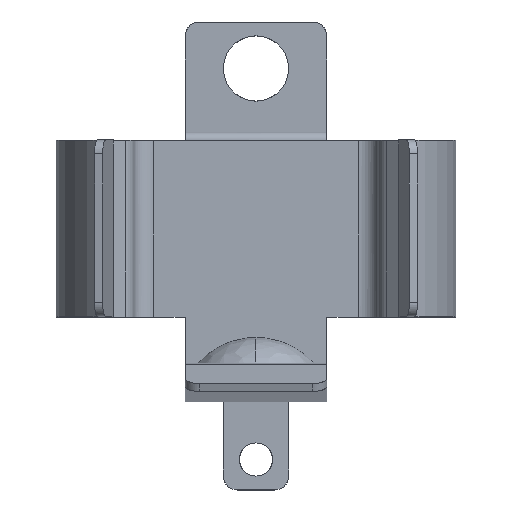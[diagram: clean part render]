
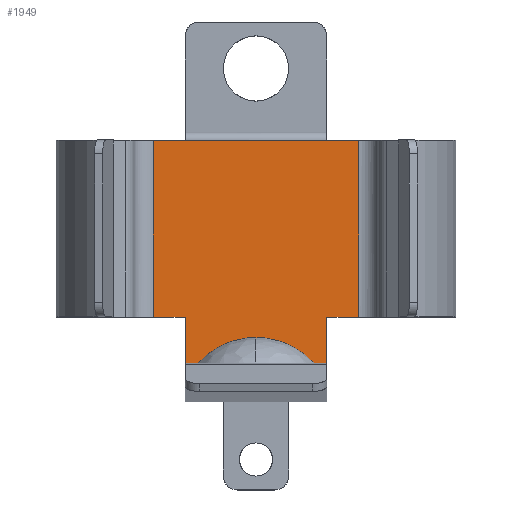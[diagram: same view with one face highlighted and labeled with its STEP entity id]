
A CAD part, top view. The second image highlights one B-rep face of the part: STEP entity #1949.
In plain terms, the highlighted free-form (B-spline) face has degree [1, 1] with [2, 2] control points.
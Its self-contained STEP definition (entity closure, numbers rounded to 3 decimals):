
#1886=(
BOUNDED_SURFACE()
B_SPLINE_SURFACE(1,1,((#1887,#1888),(#1889,#1890)),.UNSPECIFIED.,.F.,.F.,.F.)
B_SPLINE_SURFACE_WITH_KNOTS((2,2),(2,2),(0.000,1.000),(0.000,1.000),.UNSPECIFIED.)
GEOMETRIC_REPRESENTATION_ITEM()
RATIONAL_B_SPLINE_SURFACE(((1.,1.),(1.,1.)))
REPRESENTATION_ITEM('')
SURFACE()
);
#1887=CARTESIAN_POINT('',(-3.862,4.322,0.6));
#1888=CARTESIAN_POINT('',(3.862,4.322,0.6));
#1889=CARTESIAN_POINT('',(-3.862,-4.622,0.6));
#1890=CARTESIAN_POINT('',(3.862,-4.622,0.6));
#1891=CARTESIAN_POINT('',(3.685,4.145,0.6));
#1892=VERTEX_POINT('',#1891);
#1893=(
BOUNDED_CURVE()
B_SPLINE_CURVE(1,(#1894,#1895),.UNSPECIFIED.,.F.,.F.)
B_SPLINE_CURVE_WITH_KNOTS((2,2),(0.000,1.000),.UNSPECIFIED.)
CURVE()
GEOMETRIC_REPRESENTATION_ITEM()
RATIONAL_B_SPLINE_CURVE((1.,1.))
REPRESENTATION_ITEM('')
);
#1894=CARTESIAN_POINT('',(3.685,4.145,0.6));
#1895=CARTESIAN_POINT('',(3.685,-2.205,0.6));
#1896=CARTESIAN_POINT('',(3.685,-2.205,0.6));
#1897=VERTEX_POINT('',#1896);
#1898=EDGE_CURVE('',#1892,#1897,#1893,.T.);
#1899=ORIENTED_EDGE('',*,*,#1898,.T.);
#1900=(
BOUNDED_CURVE()
B_SPLINE_CURVE(1,(#1901,#1902),.UNSPECIFIED.,.F.,.F.)
B_SPLINE_CURVE_WITH_KNOTS((2,2),(0.000,1.000),.UNSPECIFIED.)
CURVE()
GEOMETRIC_REPRESENTATION_ITEM()
RATIONAL_B_SPLINE_CURVE((1.,1.))
REPRESENTATION_ITEM('')
);
#1901=CARTESIAN_POINT('',(3.685,-2.205,0.6));
#1902=CARTESIAN_POINT('',(2.54,-2.205,0.6));
#1903=CARTESIAN_POINT('',(2.54,-2.205,0.6));
#1904=VERTEX_POINT('',#1903);
#1905=EDGE_CURVE('',#1897,#1904,#1900,.T.);
#1906=ORIENTED_EDGE('',*,*,#1905,.T.);
#1907=(
BOUNDED_CURVE()
B_SPLINE_CURVE(1,(#1908,#1909),.UNSPECIFIED.,.F.,.F.)
B_SPLINE_CURVE_WITH_KNOTS((2,2),(0.000,1.000),.UNSPECIFIED.)
CURVE()
GEOMETRIC_REPRESENTATION_ITEM()
RATIONAL_B_SPLINE_CURVE((1.,1.))
REPRESENTATION_ITEM('')
);
#1908=CARTESIAN_POINT('',(2.54,-2.205,0.6));
#1909=CARTESIAN_POINT('',(2.54,-4.445,0.6));
#1910=CARTESIAN_POINT('',(2.54,-4.445,0.6));
#1911=VERTEX_POINT('',#1910);
#1912=EDGE_CURVE('',#1904,#1911,#1907,.T.);
#1913=ORIENTED_EDGE('',*,*,#1912,.T.);
#1914=(
BOUNDED_CURVE()
B_SPLINE_CURVE(1,(#1915,#1916),.UNSPECIFIED.,.F.,.F.)
B_SPLINE_CURVE_WITH_KNOTS((2,2),(0.000,1.000),.UNSPECIFIED.)
CURVE()
GEOMETRIC_REPRESENTATION_ITEM()
RATIONAL_B_SPLINE_CURVE((1.,1.))
REPRESENTATION_ITEM('')
);
#1915=CARTESIAN_POINT('',(2.54,-4.445,0.6));
#1916=CARTESIAN_POINT('',(-2.54,-4.445,0.6));
#1917=CARTESIAN_POINT('',(-2.54,-4.445,0.6));
#1918=VERTEX_POINT('',#1917);
#1919=EDGE_CURVE('',#1911,#1918,#1914,.T.);
#1920=ORIENTED_EDGE('',*,*,#1919,.T.);
#1921=(
BOUNDED_CURVE()
B_SPLINE_CURVE(1,(#1922,#1923),.UNSPECIFIED.,.F.,.F.)
B_SPLINE_CURVE_WITH_KNOTS((2,2),(0.000,1.000),.UNSPECIFIED.)
CURVE()
GEOMETRIC_REPRESENTATION_ITEM()
RATIONAL_B_SPLINE_CURVE((1.,1.))
REPRESENTATION_ITEM('')
);
#1922=CARTESIAN_POINT('',(-2.54,-4.445,0.6));
#1923=CARTESIAN_POINT('',(-2.54,-2.205,0.6));
#1924=CARTESIAN_POINT('',(-2.54,-2.205,0.6));
#1925=VERTEX_POINT('',#1924);
#1926=EDGE_CURVE('',#1918,#1925,#1921,.T.);
#1927=ORIENTED_EDGE('',*,*,#1926,.T.);
#1928=(
BOUNDED_CURVE()
B_SPLINE_CURVE(1,(#1929,#1930),.UNSPECIFIED.,.F.,.F.)
B_SPLINE_CURVE_WITH_KNOTS((2,2),(0.000,1.000),.UNSPECIFIED.)
CURVE()
GEOMETRIC_REPRESENTATION_ITEM()
RATIONAL_B_SPLINE_CURVE((1.,1.))
REPRESENTATION_ITEM('')
);
#1929=CARTESIAN_POINT('',(-2.54,-2.205,0.6));
#1930=CARTESIAN_POINT('',(-3.685,-2.205,0.6));
#1931=CARTESIAN_POINT('',(-3.685,-2.205,0.6));
#1932=VERTEX_POINT('',#1931);
#1933=EDGE_CURVE('',#1925,#1932,#1928,.T.);
#1934=ORIENTED_EDGE('',*,*,#1933,.T.);
#1935=(
BOUNDED_CURVE()
B_SPLINE_CURVE(1,(#1936,#1937),.UNSPECIFIED.,.F.,.F.)
B_SPLINE_CURVE_WITH_KNOTS((2,2),(0.000,1.000),.UNSPECIFIED.)
CURVE()
GEOMETRIC_REPRESENTATION_ITEM()
RATIONAL_B_SPLINE_CURVE((1.,1.))
REPRESENTATION_ITEM('')
);
#1936=CARTESIAN_POINT('',(-3.685,-2.205,0.6));
#1937=CARTESIAN_POINT('',(-3.685,4.145,0.6));
#1938=CARTESIAN_POINT('',(-3.685,4.145,0.6));
#1939=VERTEX_POINT('',#1938);
#1940=EDGE_CURVE('',#1932,#1939,#1935,.T.);
#1941=ORIENTED_EDGE('',*,*,#1940,.T.);
#1942=(
BOUNDED_CURVE()
B_SPLINE_CURVE(1,(#1943,#1944),.UNSPECIFIED.,.F.,.F.)
B_SPLINE_CURVE_WITH_KNOTS((2,2),(0.000,1.000),.UNSPECIFIED.)
CURVE()
GEOMETRIC_REPRESENTATION_ITEM()
RATIONAL_B_SPLINE_CURVE((1.,1.))
REPRESENTATION_ITEM('')
);
#1943=CARTESIAN_POINT('',(-3.685,4.145,0.6));
#1944=CARTESIAN_POINT('',(3.685,4.145,0.6));
#1945=EDGE_CURVE('',#1939,#1892,#1942,.T.);
#1946=ORIENTED_EDGE('',*,*,#1945,.T.);
#1947=EDGE_LOOP('',(#1899,#1906,#1913,#1920,#1927,#1934,#1941,#1946));
#1948=FACE_OUTER_BOUND('',#1947,.T.);
#1949=ADVANCED_FACE('',(#1948),#1886,.T.);
